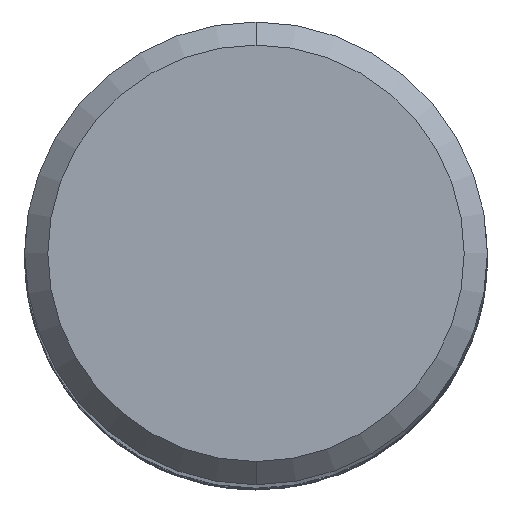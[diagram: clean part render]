
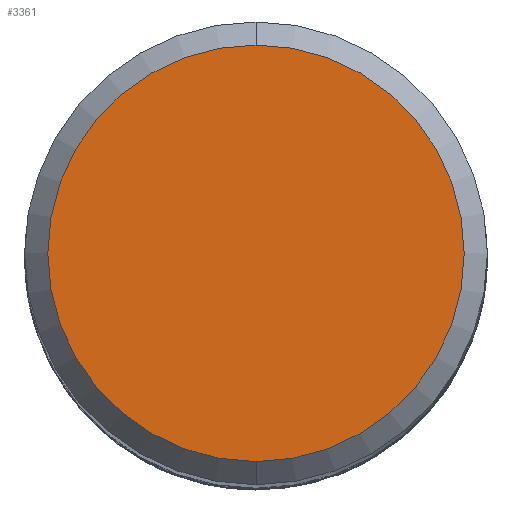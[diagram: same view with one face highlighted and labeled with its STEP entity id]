
A CAD part, top view. The second image highlights one B-rep face of the part: STEP entity #3361.
In plain terms, the highlighted planar face has unit normal (0, 0, 1).
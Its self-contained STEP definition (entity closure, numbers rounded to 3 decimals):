
#2155=EDGE_CURVE('',#2909,#2933,#4616,.T.);
#2443=EDGE_CURVE('',#2933,#2909,#4929,.T.);
#2909=VERTEX_POINT('',#5437);
#2933=VERTEX_POINT('',#5463);
#3361=ADVANCED_FACE('',(#5927),#5928,.T.);
#4616=CIRCLE('',#15328,5.4);
#4929=CIRCLE('',#18964,5.4);
#5437=CARTESIAN_POINT('',(0.,-5.4,0.0));
#5463=CARTESIAN_POINT('',(0.0,5.4,0.0));
#5927=FACE_OUTER_BOUND('',#28813,.T.);
#5928=PLANE('',#28814);
#15328=AXIS2_PLACEMENT_3D('',#31721,#31722,#31723);
#18964=AXIS2_PLACEMENT_3D('',#32061,#32062,#32063);
#28813=EDGE_LOOP('',(#33146,#33147));
#28814=AXIS2_PLACEMENT_3D('',#33148,#33149,#33150);
#31721=CARTESIAN_POINT('',(0.0,0.0,0.0));
#31722=DIRECTION('',(0.0,0.0,-1.0));
#31723=DIRECTION('',(0.0,1.0,0.0));
#32061=CARTESIAN_POINT('',(0.0,0.0,0.0));
#32062=DIRECTION('',(0.0,0.0,-1.0));
#32063=DIRECTION('',(0.0,1.0,0.0));
#33146=ORIENTED_EDGE('',*,*,#2443,.F.);
#33147=ORIENTED_EDGE('',*,*,#2155,.F.);
#33148=CARTESIAN_POINT('',(0.0,2.7,0.0));
#33149=DIRECTION('',(-0.0,0.0,1.0));
#33150=DIRECTION('',(0.0,-1.0,0.0));
